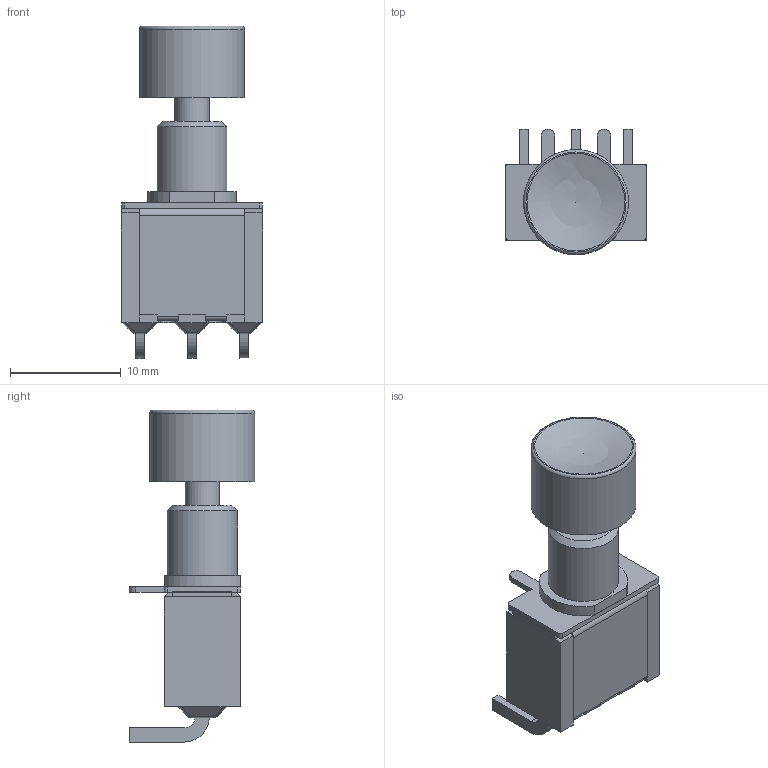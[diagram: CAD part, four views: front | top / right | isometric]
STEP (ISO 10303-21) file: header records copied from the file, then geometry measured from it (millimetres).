
FILE_DESCRIPTION(/* description */ (''),/* implementation_level */ '2;1');
FILE_NAME(/* name */ '700SP7B20M6xEC2xxx.stp',/* time_stamp */ '2026-01-21T09:11:32-06:00',/* author */ ('mroman'),/* organization */ (''),/* preprocessor_version */ 'ST-DEVELOPER v18.1',/* originating_system */ 'Autodesk Inventor 2022',/* authorisation */ '');
FILE_SCHEMA (('AUTOMOTIVE_DESIGN { 1 0 10303 214 3 1 1 }'));
Length unit declared in the file: inch
Products named in the file (1): 700SP7B20M6xEC2xxx
Bounding box: 12.7 x 11.36 x 30.02 mm (x, y, z)
Volume: 1539.6 mm3; surface area: 1528.7 mm2
Topology: 1 solids, 3 shells, 251 faces, 645 edges, 396 vertices
Faces by surface type: plane 161, cylinder 73, sphere 13, torus 2, cone 2
Full cylindrical faces by diameter (mm): 2 x1, 3.1 x2, 5 x1, 7.5 x1, 9.5 x1
Entity records: 7542 total; most frequent: CARTESIAN_POINT 1422, DIRECTION 1279, ORIENTED_EDGE 1264, EDGE_CURVE 632, LINE 437, VECTOR 437, AXIS2_PLACEMENT_3D 421, VERTEX_POINT 396
